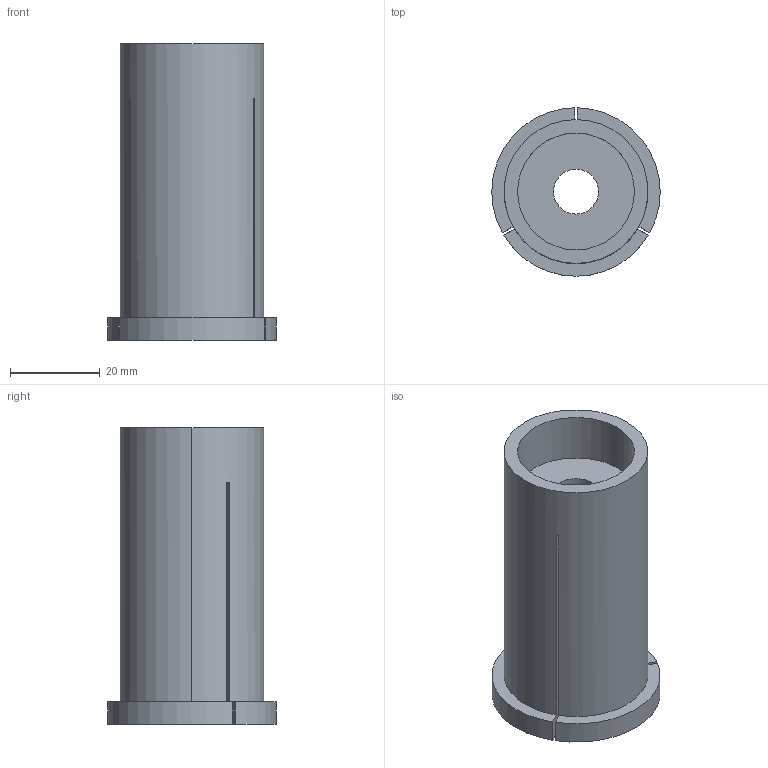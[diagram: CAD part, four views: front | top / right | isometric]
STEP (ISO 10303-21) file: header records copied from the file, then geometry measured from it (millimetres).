
FILE_DESCRIPTION (( 'STEP AP203' ), '1' );
FILE_NAME ('STP-19466-20.STEP', '2017-04-06T06:03:31', ( 'user' ), ( '' ), 'SwSTEP 2.0', 'SolidWorks 2015', '' );
FILE_SCHEMA (( 'CONFIG_CONTROL_DESIGN' ));
Length unit declared in the file: millimetre
Products named in the file (1): STP-19466-20
Bounding box: 37.5 x 37.5 x 66 mm (x, y, z)
Volume: 32299.4 mm3; surface area: 16064.2 mm2
Topology: 2 solids, 2 shells, 37 faces, 102 edges, 68 vertices
Faces by surface type: cylinder 19, plane 18
Entity records: 1292 total; most frequent: CARTESIAN_POINT 229, DIRECTION 216, ORIENTED_EDGE 204, EDGE_CURVE 102, AXIS2_PLACEMENT_3D 82, VERTEX_POINT 68, LINE 52, VECTOR 52
